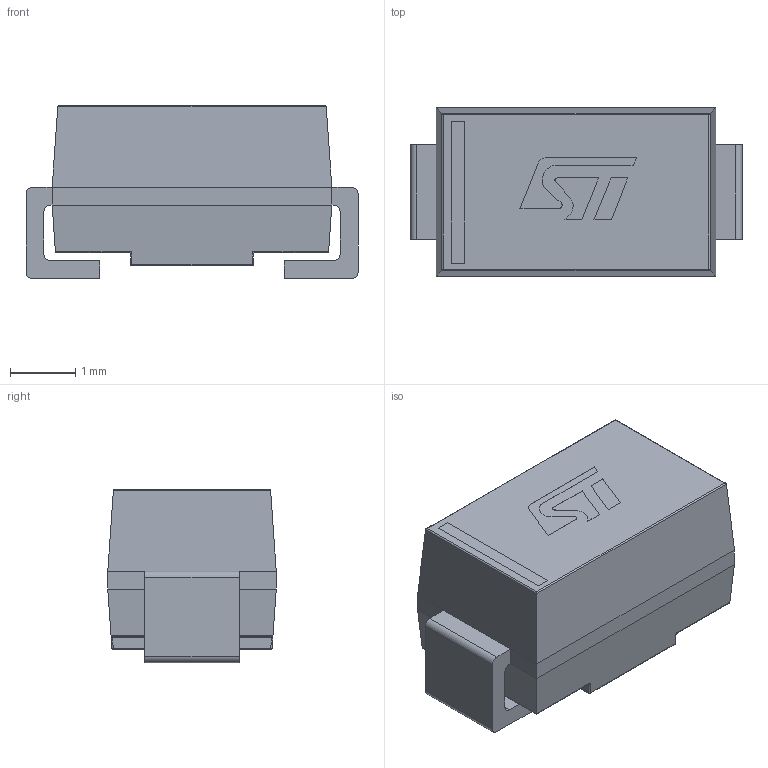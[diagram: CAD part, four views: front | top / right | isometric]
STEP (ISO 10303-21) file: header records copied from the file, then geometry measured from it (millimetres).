
FILE_DESCRIPTION(/* description */ (''),/* implementation_level */ '2;1');
FILE_NAME(/* name */ 'STMicroelectronics STPS2L60A.stp',/* time_stamp */ '2019-10-23T06:15:18+02:00',/* author */ ('BMT'),/* organization */ (''),/* preprocessor_version */ 'ST-DEVELOPER v16.5',/* originating_system */ 'Autodesk Inventor 2017',/* authorisation */ '');
FILE_SCHEMA (('AUTOMOTIVE_DESIGN { 1 0 10303 214 3 1 1 }'));
Length unit declared in the file: millimetre
Products named in the file (5): STMicroelectronics STPS2L60A; STMicroelectronics STPS2L60A 1; STMicroelectronics STPS2L60A 2; STMicroelectronics STPS2L60A 2_MIR; STMicroelectronics
Assembly tree (4 placements, depth 2):
  STMicroelectronics STPS2L60A
    STMicroelectronics STPS2L60A 1
    STMicroelectronics STPS2L60A 2
    STMicroelectronics STPS2L60A 2_MIR
    STMicroelectronics
Bounding box: 5.08 x 2.58 x 2.65 mm (x, y, z)
Volume: 26.6 mm3; surface area: 70.9 mm2
Topology: 6 solids, 6 shells, 103 faces, 242 edges, 152 vertices
Faces by surface type: plane 63, cylinder 34, bspline 4, sphere 2
Entity records: 3135 total; most frequent: CARTESIAN_POINT 582, DIRECTION 520, ORIENTED_EDGE 484, EDGE_CURVE 242, LINE 180, VECTOR 180, AXIS2_PLACEMENT_3D 170, VERTEX_POINT 152
